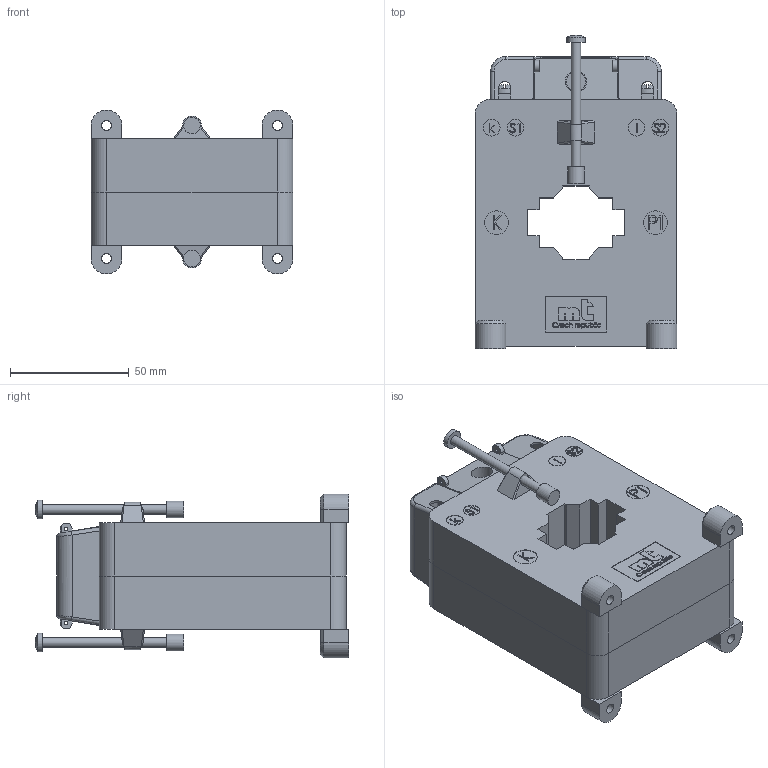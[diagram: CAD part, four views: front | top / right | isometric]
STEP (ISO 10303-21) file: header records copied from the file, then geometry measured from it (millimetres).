
FILE_DESCRIPTION(/* description */ (''),/* implementation_level */ '2;1');
FILE_NAME(/* name */ 'CLA 2.1.step',/* time_stamp */ '2024-10-22T19:45:54+02:00',/* author */ ('peter'),/* organization */ (''),/* preprocessor_version */ 'ST-DEVELOPER v20',/* originating_system */ 'Autodesk Inventor 2025',/* authorisation */ '');
FILE_SCHEMA (('AUTOMOTIVE_DESIGN { 1 0 10303 214 3 1 1 }'));
Products named in the file (11): Current transformer CLA 2.1; Front plastic case CLA 2.1; Back plastic case CLA 2.1; Tape label CLA 2.1; Secondary terminal cover CLA; Plastic mounting foot; Secondary terminal; Screw M5x8; Screw 4x60; Rivet 20; Insulating cap
Assembly tree (19 placements, depth 2):
  Current transformer CLA 2.1
    Front plastic case CLA 2.1
    Back plastic case CLA 2.1
    Tape label CLA 2.1
    Secondary terminal cover CLA
    Plastic mounting foot  x4
    Secondary terminal  x2
    Screw M5x8  x2
    Screw 4x60  x2
    Rivet 20  x3
    Insulating cap  x2
Bounding box: 85 x 132 x 69 mm (x, y, z)
Volume: 388093.8 mm3; surface area: 85420.8 mm2
Topology: 19 solids, 22 shells, 1266 faces, 3291 edges, 2177 vertices
Faces by surface type: plane 776, bspline 287, cylinder 165, cone 26, sphere 6, torus 6
Full cylindrical faces by diameter (mm): 1.5 x4, 2.4 x3, 2.5 x2, 3.5 x2, 4 x7, 4.2 x12, 5 x5, 7 x10, 8 x12, 9 x6, 10 x6
Entity records: 47663 total; most frequent: CARTESIAN_POINT 21767, ORIENTED_EDGE 5732, DIRECTION 4258, EDGE_CURVE 2866, LINE 1992, VECTOR 1992, VERTEX_POINT 1900, EDGE_LOOP 1214
